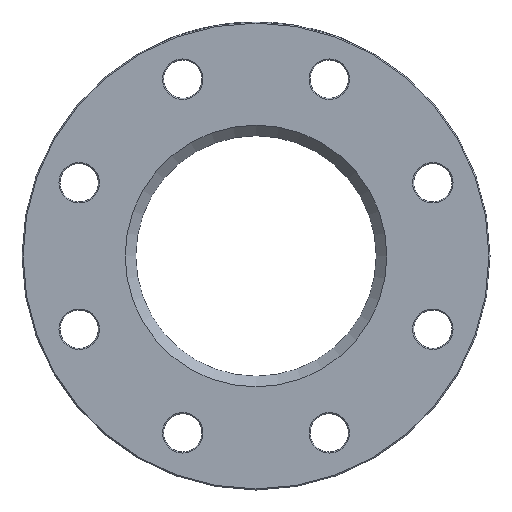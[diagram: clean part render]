
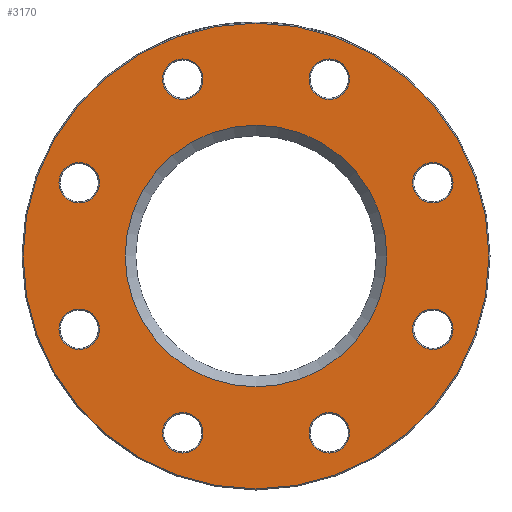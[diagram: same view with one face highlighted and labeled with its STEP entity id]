
A CAD part, left-side view. The second image highlights one B-rep face of the part: STEP entity #3170.
In plain terms, the highlighted planar face has unit normal (-1, 0, 0).
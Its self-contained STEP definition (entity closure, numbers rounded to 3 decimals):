
#33 = CIRCLE ( 'NONE', #2816, 9.5 ) ;
#72 = DIRECTION ( 'NONE',  ( 1., 0., 0. ) ) ;
#166 = FACE_BOUND ( 'NONE', #6804, .T. ) ;
#266 = FACE_OUTER_BOUND ( 'NONE', #3212, .T. ) ;
#294 = CARTESIAN_POINT ( 'NONE',  ( 0., -34.442, -92.649 ) ) ;
#318 = DIRECTION ( 'NONE',  ( 1., 0., 0. ) ) ;
#366 = CARTESIAN_POINT ( 'NONE',  ( 0., 83.149, -43.942 ) ) ;
#654 = DIRECTION ( 'NONE',  ( 1., 0., 0. ) ) ;
#697 = FACE_BOUND ( 'NONE', #5255, .T. ) ;
#709 = CIRCLE ( 'NONE', #2477, 9.5 ) ;
#713 = ORIENTED_EDGE ( 'NONE', *, *, #6224, .T. ) ;
#734 = DIRECTION ( 'NONE',  ( 0., 0., -1. ) ) ;
#762 = AXIS2_PLACEMENT_3D ( 'NONE', #6369, #2017, #4158 ) ;
#763 = VERTEX_POINT ( 'NONE', #5131 ) ;
#1096 = ORIENTED_EDGE ( 'NONE', *, *, #4642, .T. ) ;
#1117 = DIRECTION ( 'NONE',  ( 1., 0., 0. ) ) ;
#1184 = CARTESIAN_POINT ( 'NONE',  ( 0., 34.442, 83.149 ) ) ;
#1199 = DIRECTION ( 'NONE',  ( 0., 0., -1. ) ) ;
#1321 = VERTEX_POINT ( 'NONE', #5562 ) ;
#1326 = FACE_BOUND ( 'NONE', #3784, .T. ) ;
#1391 = CARTESIAN_POINT ( 'NONE',  ( 0., 0., -61.5 ) ) ;
#1546 = EDGE_LOOP ( 'NONE', ( #1754 ) ) ;
#1640 = DIRECTION ( 'NONE',  ( 1., 0., 0. ) ) ;
#1659 = AXIS2_PLACEMENT_3D ( 'NONE', #6757, #5497, #4650 ) ;
#1754 = ORIENTED_EDGE ( 'NONE', *, *, #6832, .T. ) ;
#1765 = AXIS2_PLACEMENT_3D ( 'NONE', #6959, #3262, #1199 ) ;
#1875 = CIRCLE ( 'NONE', #1659, 9.5 ) ;
#1950 = VERTEX_POINT ( 'NONE', #366 ) ;
#1990 = DIRECTION ( 'NONE',  ( 0., 0., -1. ) ) ;
#2017 = DIRECTION ( 'NONE',  ( 1., 0., 0. ) ) ;
#2207 = CIRCLE ( 'NONE', #5224, 9.5 ) ;
#2209 = DIRECTION ( 'NONE',  ( 0., 0., -1. ) ) ;
#2242 = EDGE_LOOP ( 'NONE', ( #3993 ) ) ;
#2275 = CARTESIAN_POINT ( 'NONE',  ( 0., 0., 0. ) ) ;
#2288 = CARTESIAN_POINT ( 'NONE',  ( 0., 34.442, 73.649 ) ) ;
#2293 = FACE_BOUND ( 'NONE', #4551, .T. ) ;
#2473 = CIRCLE ( 'NONE', #5632, 9.5 ) ;
#2477 = AXIS2_PLACEMENT_3D ( 'NONE', #3818, #1117, #5394 ) ;
#2589 = ORIENTED_EDGE ( 'NONE', *, *, #3794, .T. ) ;
#2786 = FACE_BOUND ( 'NONE', #2793, .T. ) ;
#2793 = EDGE_LOOP ( 'NONE', ( #4321 ) ) ;
#2816 = AXIS2_PLACEMENT_3D ( 'NONE', #3847, #1640, #5387 ) ;
#2919 = VERTEX_POINT ( 'NONE', #5064 ) ;
#3024 = VERTEX_POINT ( 'NONE', #3487 ) ;
#3102 = ORIENTED_EDGE ( 'NONE', *, *, #3655, .T. ) ;
#3170 = ADVANCED_FACE ( 'NONE', ( #4450, #266, #2293, #5568, #5496, #4019, #166, #697, #2786, #1326 ), #3921, .F. ) ;
#3212 = EDGE_LOOP ( 'NONE', ( #2589 ) ) ;
#3262 = DIRECTION ( 'NONE',  ( 1., 0., 0. ) ) ;
#3338 = DIRECTION ( 'NONE',  ( 0., 0., -1. ) ) ;
#3361 = EDGE_CURVE ( 'NONE', #4961, #4961, #5831, .T. ) ;
#3487 = CARTESIAN_POINT ( 'NONE',  ( 0., 83.149, 24.942 ) ) ;
#3528 = CARTESIAN_POINT ( 'NONE',  ( 0., -83.149, -43.942 ) ) ;
#3655 = EDGE_CURVE ( 'NONE', #4611, #4611, #5509, .T. ) ;
#3727 = AXIS2_PLACEMENT_3D ( 'NONE', #1184, #654, #5984 ) ;
#3784 = EDGE_LOOP ( 'NONE', ( #713 ) ) ;
#3794 = EDGE_CURVE ( 'NONE', #1321, #1321, #5169, .T. ) ;
#3818 = CARTESIAN_POINT ( 'NONE',  ( 0., 83.149, -34.442 ) ) ;
#3847 = CARTESIAN_POINT ( 'NONE',  ( 0., -34.442, 83.149 ) ) ;
#3921 = PLANE ( 'NONE',  #5602 ) ;
#3993 = ORIENTED_EDGE ( 'NONE', *, *, #6179, .T. ) ;
#4019 = FACE_BOUND ( 'NONE', #1546, .T. ) ;
#4046 = EDGE_CURVE ( 'NONE', #763, #763, #2473, .T. ) ;
#4086 = VERTEX_POINT ( 'NONE', #3528 ) ;
#4158 = DIRECTION ( 'NONE',  ( 0., 0., -1. ) ) ;
#4290 = CARTESIAN_POINT ( 'NONE',  ( 0., 83.149, 34.442 ) ) ;
#4301 = EDGE_CURVE ( 'NONE', #1950, #1950, #709, .T. ) ;
#4321 = ORIENTED_EDGE ( 'NONE', *, *, #4301, .T. ) ;
#4450 = FACE_BOUND ( 'NONE', #6945, .T. ) ;
#4551 = EDGE_LOOP ( 'NONE', ( #4747 ) ) ;
#4602 = CARTESIAN_POINT ( 'NONE',  ( 0., 0., 0. ) ) ;
#4611 = VERTEX_POINT ( 'NONE', #1391 ) ;
#4642 = EDGE_CURVE ( 'NONE', #2919, #2919, #33, .T. ) ;
#4650 = DIRECTION ( 'NONE',  ( 0., 0., -1. ) ) ;
#4747 = ORIENTED_EDGE ( 'NONE', *, *, #3361, .T. ) ;
#4789 = CIRCLE ( 'NONE', #762, 9.5 ) ;
#4848 = AXIS2_PLACEMENT_3D ( 'NONE', #4602, #318, #5089 ) ;
#4961 = VERTEX_POINT ( 'NONE', #2288 ) ;
#5064 = CARTESIAN_POINT ( 'NONE',  ( 0., -34.442, 73.649 ) ) ;
#5089 = DIRECTION ( 'NONE',  ( 0., 0., -1. ) ) ;
#5116 = CIRCLE ( 'NONE', #1765, 9.5 ) ;
#5131 = CARTESIAN_POINT ( 'NONE',  ( 0., 34.442, -92.649 ) ) ;
#5169 = CIRCLE ( 'NONE', #5408, 109.5 ) ;
#5224 = AXIS2_PLACEMENT_3D ( 'NONE', #4290, #72, #2209 ) ;
#5255 = EDGE_LOOP ( 'NONE', ( #6243 ) ) ;
#5368 = EDGE_LOOP ( 'NONE', ( #1096 ) ) ;
#5387 = DIRECTION ( 'NONE',  ( 0., 0., -1. ) ) ;
#5394 = DIRECTION ( 'NONE',  ( 0., 0., -1. ) ) ;
#5408 = AXIS2_PLACEMENT_3D ( 'NONE', #2275, #5508, #3338 ) ;
#5439 = ORIENTED_EDGE ( 'NONE', *, *, #6459, .T. ) ;
#5467 = CARTESIAN_POINT ( 'NONE',  ( 0., 56.5, 0. ) ) ;
#5496 = FACE_BOUND ( 'NONE', #2242, .T. ) ;
#5497 = DIRECTION ( 'NONE',  ( 1., 0., 0. ) ) ;
#5508 = DIRECTION ( 'NONE',  ( -1., 0., 0. ) ) ;
#5509 = CIRCLE ( 'NONE', #4848, 61.5 ) ;
#5562 = CARTESIAN_POINT ( 'NONE',  ( 0., 0., -109.5 ) ) ;
#5568 = FACE_BOUND ( 'NONE', #5368, .T. ) ;
#5574 = DIRECTION ( 'NONE',  ( 1., 0., 0. ) ) ;
#5602 = AXIS2_PLACEMENT_3D ( 'NONE', #5467, #6158, #734 ) ;
#5632 = AXIS2_PLACEMENT_3D ( 'NONE', #6163, #5574, #1990 ) ;
#5634 = VERTEX_POINT ( 'NONE', #294 ) ;
#5831 = CIRCLE ( 'NONE', #3727, 9.5 ) ;
#5984 = DIRECTION ( 'NONE',  ( 0., 0., -1. ) ) ;
#6118 = VERTEX_POINT ( 'NONE', #6651 ) ;
#6158 = DIRECTION ( 'NONE',  ( 1., 0., 0. ) ) ;
#6163 = CARTESIAN_POINT ( 'NONE',  ( 0., 34.442, -83.149 ) ) ;
#6179 = EDGE_CURVE ( 'NONE', #6118, #6118, #5116, .T. ) ;
#6224 = EDGE_CURVE ( 'NONE', #3024, #3024, #2207, .T. ) ;
#6243 = ORIENTED_EDGE ( 'NONE', *, *, #4046, .T. ) ;
#6369 = CARTESIAN_POINT ( 'NONE',  ( 0., -83.149, -34.442 ) ) ;
#6459 = EDGE_CURVE ( 'NONE', #5634, #5634, #1875, .T. ) ;
#6651 = CARTESIAN_POINT ( 'NONE',  ( 0., -83.149, 24.942 ) ) ;
#6757 = CARTESIAN_POINT ( 'NONE',  ( 0., -34.442, -83.149 ) ) ;
#6804 = EDGE_LOOP ( 'NONE', ( #5439 ) ) ;
#6832 = EDGE_CURVE ( 'NONE', #4086, #4086, #4789, .T. ) ;
#6945 = EDGE_LOOP ( 'NONE', ( #3102 ) ) ;
#6959 = CARTESIAN_POINT ( 'NONE',  ( 0., -83.149, 34.442 ) ) ;
